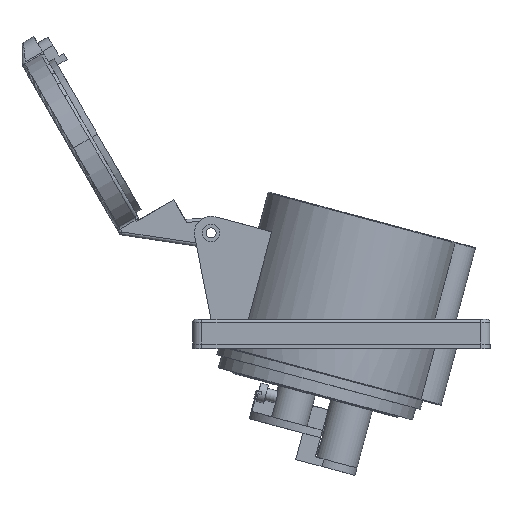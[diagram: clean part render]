
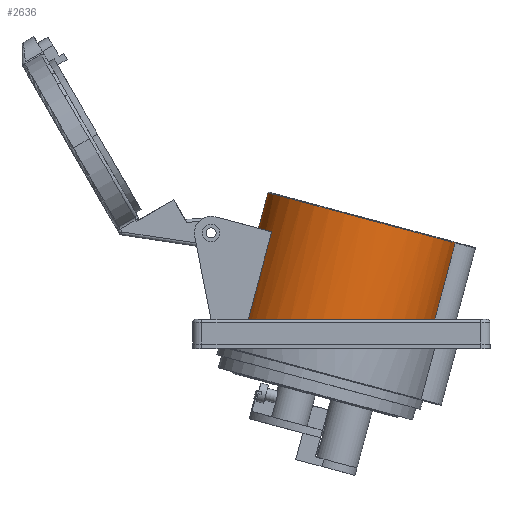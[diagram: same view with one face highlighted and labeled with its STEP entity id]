
A CAD part, left-side view. The second image highlights one B-rep face of the part: STEP entity #2636.
In plain terms, the highlighted cylindrical face has radius 32.1 mm (diameter 64.2 mm), a partial arc.
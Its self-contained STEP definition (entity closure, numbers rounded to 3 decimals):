
#1701 = VERTEX_POINT ( 'NONE', #7688 ) ;
#2021 = VERTEX_POINT ( 'NONE', #8332 ) ;
#2027 = EDGE_CURVE ( 'NONE', #1701, #2021, #8326, .T. ) ;
#2396 = VERTEX_POINT ( 'NONE', #8979 ) ;
#2397 = VERTEX_POINT ( 'NONE', #8978 ) ;
#2400 = EDGE_CURVE ( 'NONE', #2396, #2397, #8977, .T. ) ;
#2406 = EDGE_CURVE ( 'NONE', #2021, #2431, #8963, .T. ) ;
#2419 = VERTEX_POINT ( 'NONE', #8991 ) ;
#2420 = VERTEX_POINT ( 'NONE', #8990 ) ;
#2421 = EDGE_CURVE ( 'NONE', #2420, #2419, #8989, .T. ) ;
#2431 = VERTEX_POINT ( 'NONE', #9021 ) ;
#2523 = ORIENTED_EDGE ( 'NONE', *, *, #2524, .F. ) ;
#2524 = EDGE_CURVE ( 'NONE', #2527, #2420, #9214, .T. ) ;
#2527 = VERTEX_POINT ( 'NONE', #9207 ) ;
#2530 = VERTEX_POINT ( 'NONE', #9206 ) ;
#2533 = VERTEX_POINT ( 'NONE', #9201 ) ;
#2611 = ORIENTED_EDGE ( 'NONE', *, *, #2612, .F. ) ;
#2612 = EDGE_CURVE ( 'NONE', #2419, #2641, #9336, .T. ) ;
#2613 = ORIENTED_EDGE ( 'NONE', *, *, #2421, .F. ) ;
#2614 = EDGE_CURVE ( 'NONE', #2530, #2533, #9332, .T. ) ;
#2636 = ADVANCED_FACE ( 'NONE', ( #9408 ), #9407, .T. ) ;
#2637 = EDGE_LOOP ( 'NONE', ( #2638, #2639, #2611, #2613, #2523, #12034, #11384, #11347, #11500, #11737, #11620, #11735 ) ) ;
#2638 = ORIENTED_EDGE ( 'NONE', *, *, #2027, .F. ) ;
#2639 = ORIENTED_EDGE ( 'NONE', *, *, #2640, .T. ) ;
#2640 = EDGE_CURVE ( 'NONE', #1701, #2641, #9402, .T. ) ;
#2641 = VERTEX_POINT ( 'NONE', #9397 ) ;
#3445 = CARTESIAN_POINT ( 'NONE',  ( 12.3, 24.822, 37.377 ) ) ;
#3501 = DIRECTION ( 'NONE',  ( 0., -0.259, 0.966 ) ) ;
#3502 = VECTOR ( 'NONE', #3501, 1000. ) ;
#3503 = CARTESIAN_POINT ( 'NONE',  ( 12.3, 42.257, -27.692 ) ) ;
#3504 = LINE ( 'NONE', #3503, #3502 ) ;
#4161 = DIRECTION ( 'NONE',  ( 0., -0.259, 0.966 ) ) ;
#4162 = VECTOR ( 'NONE', #4161, 1000. ) ;
#4163 = CARTESIAN_POINT ( 'NONE',  ( -12.3, 42.257, -27.692 ) ) ;
#4167 = LINE ( 'NONE', #4163, #4162 ) ;
#4282 = LINE ( 'NONE', #4287, #4340 ) ;
#4287 = CARTESIAN_POINT ( 'NONE',  ( -16.3, 33.422, -2.433 ) ) ;
#4339 = DIRECTION ( 'NONE',  ( 0., 0.259, -0.966 ) ) ;
#4340 = VECTOR ( 'NONE', #4339, 1000. ) ;
#5128 = DIRECTION ( 'NONE',  ( 0., 0.966, 0.259 ) ) ;
#5130 = DIRECTION ( 'NONE',  ( 0., -0.259, 0.966 ) ) ;
#5133 = CARTESIAN_POINT ( 'NONE',  ( 0., -3.818, 29.703 ) ) ;
#5135 = AXIS2_PLACEMENT_3D ( 'NONE', #5133, #5130, #5128 ) ;
#5136 = CIRCLE ( 'NONE', #5135, 32.1 ) ;
#7688 = CARTESIAN_POINT ( 'NONE',  ( -6.22, -37.36, 33.212 ) ) ;
#8323 = DIRECTION ( 'NONE',  ( 0., 0.259, -0.966 ) ) ;
#8324 = VECTOR ( 'NONE', #8323, 1000. ) ;
#8325 = CARTESIAN_POINT ( 'NONE',  ( -6.22, -33.811, 19.966 ) ) ;
#8326 = LINE ( 'NONE', #8325, #8324 ) ;
#8332 = CARTESIAN_POINT ( 'NONE',  ( -6.22, -30.632, 8.1 ) ) ;
#8959 = CARTESIAN_POINT ( 'NONE',  ( -16.3, 30.6, 8.1 ) ) ;
#8960 = CARTESIAN_POINT ( 'NONE',  ( -46.497, 12.173, 8.1 ) ) ;
#8961 = CARTESIAN_POINT ( 'NONE',  ( -40.608, -23.6, 8.1 ) ) ;
#8962 = CARTESIAN_POINT ( 'NONE',  ( -6.22, -30.632, 8.1 ) ) ;
#8963 =( BOUNDED_CURVE ( )  B_SPLINE_CURVE ( 3, ( #8962, #8961, #8960, #8959 ),
 .UNSPECIFIED., .F., .T. ) 
 B_SPLINE_CURVE_WITH_KNOTS ( ( 4, 4 ),
 ( 0.195, 2.609 ),
 .UNSPECIFIED. ) 
 CURVE ( )  GEOMETRIC_REPRESENTATION_ITEM ( )  RATIONAL_B_SPLINE_CURVE ( ( 1., 0.571, 0.571, 1. ) ) 
 REPRESENTATION_ITEM ( '' )  );
#8973 = DIRECTION ( 'NONE',  ( 0., 0.966, 0.259 ) ) ;
#8974 = DIRECTION ( 'NONE',  ( 0., -0.259, 0.966 ) ) ;
#8975 = CARTESIAN_POINT ( 'NONE',  ( 0., -3.818, 29.703 ) ) ;
#8976 = AXIS2_PLACEMENT_3D ( 'NONE', #8975, #8974, #8973 ) ;
#8977 = CIRCLE ( 'NONE', #8976, 32.1 ) ;
#8978 = CARTESIAN_POINT ( 'NONE',  ( -16.3, 22.894, 36.86 ) ) ;
#8979 = CARTESIAN_POINT ( 'NONE',  ( -12.3, 24.822, 37.377 ) ) ;
#8985 = CARTESIAN_POINT ( 'NONE',  ( 6.22, -30.632, 8.1 ) ) ;
#8986 = CARTESIAN_POINT ( 'NONE',  ( 40.608, -23.6, 8.1 ) ) ;
#8987 = CARTESIAN_POINT ( 'NONE',  ( 46.497, 12.173, 8.1 ) ) ;
#8988 = CARTESIAN_POINT ( 'NONE',  ( 16.3, 30.6, 8.1 ) ) ;
#8989 =( BOUNDED_CURVE ( )  B_SPLINE_CURVE ( 3, ( #8988, #8987, #8986, #8985 ),
 .UNSPECIFIED., .F., .T. ) 
 B_SPLINE_CURVE_WITH_KNOTS ( ( 4, 4 ),
 ( 3.674, 6.088 ),
 .UNSPECIFIED. ) 
 CURVE ( )  GEOMETRIC_REPRESENTATION_ITEM ( )  RATIONAL_B_SPLINE_CURVE ( ( 1., 0.571, 0.571, 1. ) ) 
 REPRESENTATION_ITEM ( '' )  );
#8990 = CARTESIAN_POINT ( 'NONE',  ( 16.3, 30.6, 8.1 ) ) ;
#8991 = CARTESIAN_POINT ( 'NONE',  ( 6.22, -30.632, 8.1 ) ) ;
#9021 = CARTESIAN_POINT ( 'NONE',  ( -16.3, 30.6, 8.1 ) ) ;
#9201 = CARTESIAN_POINT ( 'NONE',  ( 12.3, 32.667, 8.1 ) ) ;
#9206 = CARTESIAN_POINT ( 'NONE',  ( -12.3, 32.667, 8.1 ) ) ;
#9207 = CARTESIAN_POINT ( 'NONE',  ( 16.3, 22.894, 36.86 ) ) ;
#9208 = DIRECTION ( 'NONE',  ( 0., 0.259, -0.966 ) ) ;
#9209 = VECTOR ( 'NONE', #9208, 1000. ) ;
#9210 = CARTESIAN_POINT ( 'NONE',  ( 16.3, 33.422, -2.433 ) ) ;
#9214 = LINE ( 'NONE', #9210, #9209 ) ;
#9331 = CARTESIAN_POINT ( 'NONE',  ( -12.3, 32.667, 8.1 ) ) ;
#9332 =( BOUNDED_CURVE ( )  B_SPLINE_CURVE ( 3, ( #9331, #9384, #9383, #9382 ),
 .UNSPECIFIED., .F., .T. ) 
 B_SPLINE_CURVE_WITH_KNOTS ( ( 4, 4 ),
 ( 2.748, 3.535 ),
 .UNSPECIFIED. ) 
 CURVE ( )  GEOMETRIC_REPRESENTATION_ITEM ( )  RATIONAL_B_SPLINE_CURVE ( ( 1., 0.949, 0.949, 1. ) ) 
 REPRESENTATION_ITEM ( '' )  );
#9333 = DIRECTION ( 'NONE',  ( 0., -0.259, 0.966 ) ) ;
#9334 = VECTOR ( 'NONE', #9333, 1000. ) ;
#9335 = CARTESIAN_POINT ( 'NONE',  ( 6.22, -33.811, 19.966 ) ) ;
#9336 = LINE ( 'NONE', #9335, #9334 ) ;
#9382 = CARTESIAN_POINT ( 'NONE',  ( 12.3, 32.667, 8.1 ) ) ;
#9383 = CARTESIAN_POINT ( 'NONE',  ( 4.32, 36.094, 8.1 ) ) ;
#9384 = CARTESIAN_POINT ( 'NONE',  ( -4.32, 36.094, 8.1 ) ) ;
#9397 = CARTESIAN_POINT ( 'NONE',  ( 6.22, -37.36, 33.212 ) ) ;
#9398 = DIRECTION ( 'NONE',  ( 0., -0.966, -0.259 ) ) ;
#9399 = DIRECTION ( 'NONE',  ( 0., 0.259, -0.966 ) ) ;
#9400 = CARTESIAN_POINT ( 'NONE',  ( 0., -6.942, 41.363 ) ) ;
#9401 = AXIS2_PLACEMENT_3D ( 'NONE', #9400, #9399, #9398 ) ;
#9402 = CIRCLE ( 'NONE', #9401, 32.1 ) ;
#9403 = DIRECTION ( 'NONE',  ( 0., -0.966, -0.259 ) ) ;
#9404 = DIRECTION ( 'NONE',  ( 0., -0.259, 0.966 ) ) ;
#9405 = AXIS2_PLACEMENT_3D ( 'NONE', #9406, #9404, #9403 ) ;
#9406 = CARTESIAN_POINT ( 'NONE',  ( 0., 6.711, -9.59 ) ) ;
#9407 = CYLINDRICAL_SURFACE ( 'NONE', #9405, 32.1 ) ;
#9408 = FACE_OUTER_BOUND ( 'NONE', #2637, .T. ) ;
#11333 = VERTEX_POINT ( 'NONE', #3445 ) ;
#11347 = ORIENTED_EDGE ( 'NONE', *, *, #2614, .F. ) ;
#11367 = EDGE_CURVE ( 'NONE', #2533, #11333, #3504, .T. ) ;
#11384 = ORIENTED_EDGE ( 'NONE', *, *, #11367, .F. ) ;
#11500 = ORIENTED_EDGE ( 'NONE', *, *, #11643, .T. ) ;
#11620 = ORIENTED_EDGE ( 'NONE', *, *, #11734, .T. ) ;
#11643 = EDGE_CURVE ( 'NONE', #2530, #2396, #4167, .T. ) ;
#11734 = EDGE_CURVE ( 'NONE', #2397, #2431, #4282, .T. ) ;
#11735 = ORIENTED_EDGE ( 'NONE', *, *, #2406, .F. ) ;
#11737 = ORIENTED_EDGE ( 'NONE', *, *, #2400, .T. ) ;
#12023 = EDGE_CURVE ( 'NONE', #2527, #11333, #5136, .T. ) ;
#12034 = ORIENTED_EDGE ( 'NONE', *, *, #12023, .T. ) ;
